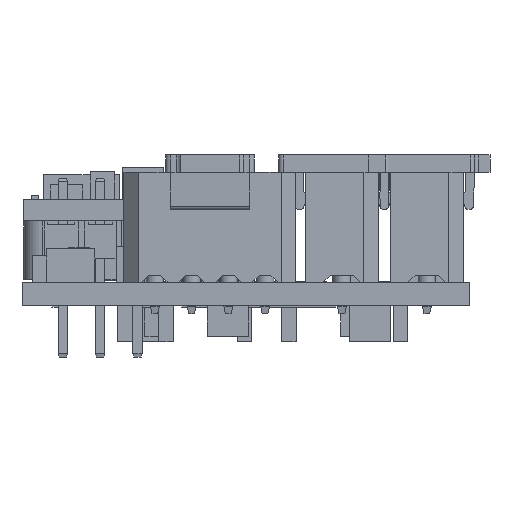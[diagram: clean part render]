
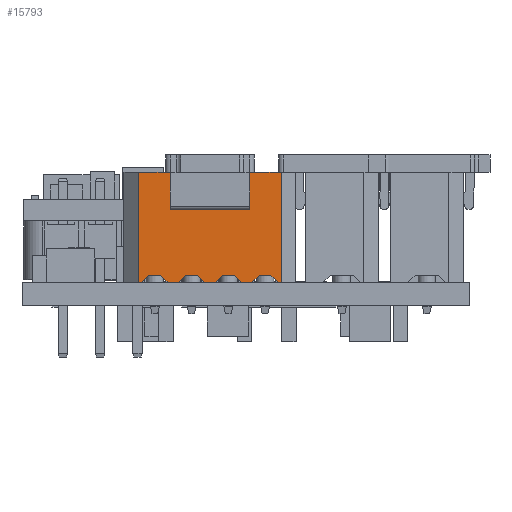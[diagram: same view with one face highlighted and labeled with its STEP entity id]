
A CAD part, left-side view. The second image highlights one B-rep face of the part: STEP entity #15793.
In plain terms, the highlighted face is planar.
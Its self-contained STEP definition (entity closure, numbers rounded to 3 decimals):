
#1084=PLANE('',#17227);
#1803=FACE_OUTER_BOUND('',#2750,.T.);
#2750=EDGE_LOOP('',(#14224,#14225,#14226,#14227,#14228,#14229,#14230,#14231,
#14232,#14233,#14234,#14235,#14236,#14237,#14238,#14239,#14240,#14241,#14242,
#14243,#14244,#14245,#14246,#14247));
#3921=LINE('',#25573,#5624);
#4046=LINE('',#25822,#5749);
#4055=LINE('',#25840,#5758);
#4152=LINE('',#26077,#5855);
#4155=LINE('',#26082,#5858);
#4156=LINE('',#26084,#5859);
#4181=LINE('',#26144,#5884);
#4221=LINE('',#26231,#5924);
#4241=LINE('',#26273,#5944);
#4245=LINE('',#26281,#5948);
#4253=LINE('',#26299,#5956);
#4314=LINE('',#26437,#6017);
#4320=LINE('',#26447,#6023);
#4332=LINE('',#26474,#6035);
#4338=LINE('',#26490,#6041);
#4419=LINE('',#26668,#6122);
#4430=LINE('',#26690,#6133);
#4431=LINE('',#26693,#6134);
#4434=LINE('',#26699,#6137);
#4438=LINE('',#26708,#6141);
#4439=LINE('',#26710,#6142);
#4444=LINE('',#26721,#6147);
#4446=LINE('',#26725,#6149);
#4455=LINE('',#26753,#6158);
#5624=VECTOR('',#20340,1.);
#5749=VECTOR('',#20497,1.);
#5758=VECTOR('',#20512,1.);
#5855=VECTOR('',#20703,1.);
#5858=VECTOR('',#20708,1.);
#5859=VECTOR('',#20711,1.);
#5884=VECTOR('',#20770,1.);
#5924=VECTOR('',#20852,1.);
#5944=VECTOR('',#20902,1.);
#5948=VECTOR('',#20912,1.);
#5956=VECTOR('',#20936,1.);
#6017=VECTOR('',#21069,1.);
#6023=VECTOR('',#21079,1.);
#6035=VECTOR('',#21113,1.);
#6041=VECTOR('',#21137,1.);
#6122=VECTOR('',#21308,1.);
#6133=VECTOR('',#21331,1.);
#6134=VECTOR('',#21334,1.);
#6137=VECTOR('',#21341,1.);
#6141=VECTOR('',#21353,1.);
#6142=VECTOR('',#21356,1.);
#6147=VECTOR('',#21371,1.);
#6149=VECTOR('',#21377,1.);
#6158=VECTOR('',#21422,1.);
#7808=VERTEX_POINT('',#25570);
#7809=VERTEX_POINT('',#25572);
#7916=VERTEX_POINT('',#25819);
#7917=VERTEX_POINT('',#25821);
#7923=VERTEX_POINT('',#25839);
#8015=VERTEX_POINT('',#26074);
#8016=VERTEX_POINT('',#26076);
#8017=VERTEX_POINT('',#26080);
#8034=VERTEX_POINT('',#26140);
#8035=VERTEX_POINT('',#26142);
#8060=VERTEX_POINT('',#26228);
#8061=VERTEX_POINT('',#26230);
#8068=VERTEX_POINT('',#26272);
#8069=VERTEX_POINT('',#26280);
#8111=VERTEX_POINT('',#26435);
#8112=VERTEX_POINT('',#26436);
#8113=VERTEX_POINT('',#26443);
#8114=VERTEX_POINT('',#26445);
#8170=VERTEX_POINT('',#26665);
#8171=VERTEX_POINT('',#26667);
#8176=VERTEX_POINT('',#26688);
#8177=VERTEX_POINT('',#26692);
#8178=VERTEX_POINT('',#26697);
#8180=VERTEX_POINT('',#26720);
#9816=EDGE_CURVE('',#7808,#7809,#3921,.T.);
#9943=EDGE_CURVE('',#7916,#7917,#4046,.T.);
#9952=EDGE_CURVE('',#7808,#7923,#4055,.T.);
#10074=EDGE_CURVE('',#8016,#8015,#4152,.T.);
#10077=EDGE_CURVE('',#7923,#8017,#4155,.T.);
#10078=EDGE_CURVE('',#8016,#8017,#4156,.T.);
#10108=EDGE_CURVE('',#8034,#8035,#4181,.T.);
#10150=EDGE_CURVE('',#8060,#8061,#4221,.T.);
#10170=EDGE_CURVE('',#8034,#8068,#4241,.T.);
#10174=EDGE_CURVE('',#8069,#8068,#4245,.T.);
#10182=EDGE_CURVE('',#8069,#8015,#4253,.T.);
#10249=EDGE_CURVE('',#8111,#8112,#4314,.T.);
#10255=EDGE_CURVE('',#8113,#8114,#4320,.T.);
#10267=EDGE_CURVE('',#8111,#8035,#4332,.T.);
#10273=EDGE_CURVE('',#8113,#8112,#4338,.T.);
#10362=EDGE_CURVE('',#8170,#8171,#4419,.T.);
#10373=EDGE_CURVE('',#8176,#8114,#4430,.T.);
#10374=EDGE_CURVE('',#8176,#8177,#4431,.T.);
#10377=EDGE_CURVE('',#8178,#8177,#4434,.T.);
#10381=EDGE_CURVE('',#8061,#7916,#4438,.T.);
#10382=EDGE_CURVE('',#8178,#8171,#4439,.T.);
#10387=EDGE_CURVE('',#7917,#8180,#4444,.T.);
#10389=EDGE_CURVE('',#8170,#8180,#4446,.T.);
#10398=EDGE_CURVE('',#7809,#8060,#4455,.T.);
#14224=ORIENTED_EDGE('',*,*,#10398,.F.);
#14225=ORIENTED_EDGE('',*,*,#9816,.F.);
#14226=ORIENTED_EDGE('',*,*,#9952,.T.);
#14227=ORIENTED_EDGE('',*,*,#10077,.T.);
#14228=ORIENTED_EDGE('',*,*,#10078,.F.);
#14229=ORIENTED_EDGE('',*,*,#10074,.T.);
#14230=ORIENTED_EDGE('',*,*,#10182,.F.);
#14231=ORIENTED_EDGE('',*,*,#10174,.T.);
#14232=ORIENTED_EDGE('',*,*,#10170,.F.);
#14233=ORIENTED_EDGE('',*,*,#10108,.T.);
#14234=ORIENTED_EDGE('',*,*,#10267,.F.);
#14235=ORIENTED_EDGE('',*,*,#10249,.T.);
#14236=ORIENTED_EDGE('',*,*,#10273,.F.);
#14237=ORIENTED_EDGE('',*,*,#10255,.T.);
#14238=ORIENTED_EDGE('',*,*,#10373,.F.);
#14239=ORIENTED_EDGE('',*,*,#10374,.T.);
#14240=ORIENTED_EDGE('',*,*,#10377,.F.);
#14241=ORIENTED_EDGE('',*,*,#10382,.T.);
#14242=ORIENTED_EDGE('',*,*,#10362,.F.);
#14243=ORIENTED_EDGE('',*,*,#10389,.T.);
#14244=ORIENTED_EDGE('',*,*,#10387,.F.);
#14245=ORIENTED_EDGE('',*,*,#9943,.F.);
#14246=ORIENTED_EDGE('',*,*,#10381,.F.);
#14247=ORIENTED_EDGE('',*,*,#10150,.F.);
#15793=ADVANCED_FACE('',(#1803),#1084,.T.);
#17227=AXIS2_PLACEMENT_3D('',#26752,#21420,#21421);
#20340=DIRECTION('',(0.,0.,-1.));
#20497=DIRECTION('',(0.,0.,-1.));
#20512=DIRECTION('',(1.,0.,0.));
#20703=DIRECTION('',(0.,0.,-1.));
#20708=DIRECTION('',(0.,0.,-1.));
#20711=DIRECTION('',(0.707,0.,0.707));
#20770=DIRECTION('',(0.,0.,-1.));
#20852=DIRECTION('',(0.,0.,-1.));
#20902=DIRECTION('',(0.707,0.,0.707));
#20912=DIRECTION('',(0.,0.,-1.));
#20936=DIRECTION('',(-0.707,0.,0.707));
#21069=DIRECTION('',(0.,0.,-1.));
#21079=DIRECTION('',(0.,0.,-1.));
#21113=DIRECTION('',(-0.707,0.,0.707));
#21137=DIRECTION('',(0.707,0.,0.707));
#21308=DIRECTION('',(-0.707,0.,0.707));
#21331=DIRECTION('',(-0.707,0.,0.707));
#21334=DIRECTION('',(0.,0.,-1.));
#21341=DIRECTION('',(0.707,0.,0.707));
#21353=DIRECTION('',(-1.,0.,0.));
#21356=DIRECTION('',(0.,0.,-1.));
#21371=DIRECTION('',(1.,0.,0.));
#21377=DIRECTION('',(0.,0.,-1.));
#21420=DIRECTION('center_axis',(0.,1.,0.));
#21421=DIRECTION('ref_axis',(-1.,0.,0.));
#21422=DIRECTION('',(1.,0.,0.));
#25570=CARTESIAN_POINT('',(-3.039,-12.222,5.15));
#25572=CARTESIAN_POINT('',(-3.039,-12.222,1.55));
#25573=CARTESIAN_POINT('',(-3.039,-12.222,0.466));
#25819=CARTESIAN_POINT('',(-3.039,-12.222,-0.95));
#25821=CARTESIAN_POINT('',(-3.039,-12.222,-4.55));
#25822=CARTESIAN_POINT('',(-3.039,-12.222,0.466));
#25839=CARTESIAN_POINT('',(4.461,-12.222,5.15));
#25840=CARTESIAN_POINT('',(-3.039,-12.222,5.15));
#26074=CARTESIAN_POINT('',(3.961,-12.222,3.65));
#26076=CARTESIAN_POINT('',(3.961,-12.222,4.45));
#26077=CARTESIAN_POINT('',(3.961,-12.222,0.466));
#26080=CARTESIAN_POINT('',(4.461,-12.222,4.95));
#26082=CARTESIAN_POINT('',(4.461,-12.222,-2.034));
#26084=CARTESIAN_POINT('',(-3.039,-12.222,-2.55));
#26140=CARTESIAN_POINT('',(3.961,-12.222,1.95));
#26142=CARTESIAN_POINT('',(3.961,-12.222,1.15));
#26144=CARTESIAN_POINT('',(3.961,-12.222,0.466));
#26228=CARTESIAN_POINT('',(-2.689,-12.222,1.55));
#26230=CARTESIAN_POINT('',(-2.689,-12.222,-0.95));
#26231=CARTESIAN_POINT('',(-2.689,-12.222,0.466));
#26272=CARTESIAN_POINT('',(4.461,-12.222,2.45));
#26273=CARTESIAN_POINT('',(-3.039,-12.222,-5.05));
#26280=CARTESIAN_POINT('',(4.461,-12.222,3.15));
#26281=CARTESIAN_POINT('',(4.461,-12.222,-4.534));
#26299=CARTESIAN_POINT('',(-3.039,-12.222,10.65));
#26435=CARTESIAN_POINT('',(4.461,-12.222,0.65));
#26436=CARTESIAN_POINT('',(4.461,-12.222,-0.05));
#26437=CARTESIAN_POINT('',(4.461,-12.222,-7.034));
#26443=CARTESIAN_POINT('',(3.961,-12.222,-0.55));
#26445=CARTESIAN_POINT('',(3.961,-12.222,-1.35));
#26447=CARTESIAN_POINT('',(3.961,-12.222,-2.034));
#26474=CARTESIAN_POINT('',(-3.039,-12.222,8.15));
#26490=CARTESIAN_POINT('',(-3.039,-12.222,-7.55));
#26665=CARTESIAN_POINT('',(4.461,-12.222,-4.35));
#26667=CARTESIAN_POINT('',(3.961,-12.222,-3.85));
#26668=CARTESIAN_POINT('',(-3.039,-12.222,3.15));
#26688=CARTESIAN_POINT('',(4.461,-12.222,-1.85));
#26690=CARTESIAN_POINT('',(-3.039,-12.222,5.65));
#26692=CARTESIAN_POINT('',(4.461,-12.222,-2.55));
#26693=CARTESIAN_POINT('',(4.461,-12.222,-9.534));
#26697=CARTESIAN_POINT('',(3.961,-12.222,-3.05));
#26699=CARTESIAN_POINT('',(-3.039,-12.222,-10.05));
#26708=CARTESIAN_POINT('',(-3.039,-12.222,-0.95));
#26710=CARTESIAN_POINT('',(3.961,-12.222,-4.534));
#26720=CARTESIAN_POINT('',(4.461,-12.222,-4.55));
#26721=CARTESIAN_POINT('',(-3.039,-12.222,-4.55));
#26725=CARTESIAN_POINT('',(4.461,-12.222,-4.534));
#26752=CARTESIAN_POINT('Origin',(0.461,-12.222,4.05));
#26753=CARTESIAN_POINT('',(-3.039,-12.222,1.55));
